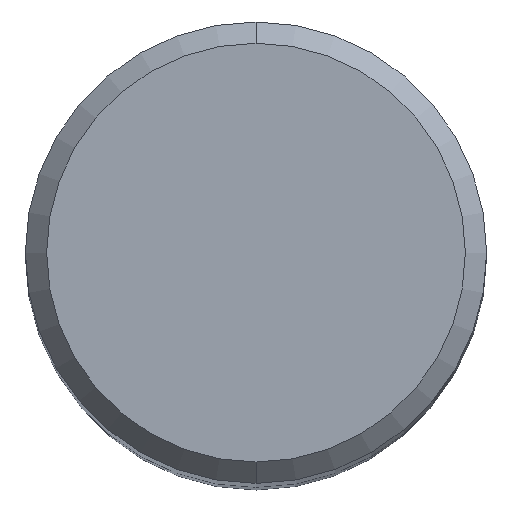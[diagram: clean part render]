
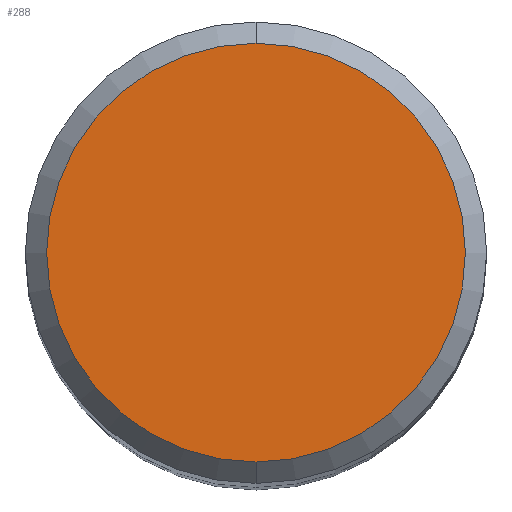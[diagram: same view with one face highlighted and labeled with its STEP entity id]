
A CAD part, top view. The second image highlights one B-rep face of the part: STEP entity #288.
In plain terms, the highlighted planar face has unit normal (0, 0, 1).
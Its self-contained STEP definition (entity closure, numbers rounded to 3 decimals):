
#260=VERTEX_POINT('',#574);
#288=ADVANCED_FACE('',(#602),#603,.T.);
#294=VERTEX_POINT('',#609);
#402=EDGE_CURVE('',#294,#260,#731,.T.);
#434=EDGE_CURVE('',#260,#294,#763,.T.);
#574=CARTESIAN_POINT('',(0.0,5.9,0.0));
#602=FACE_OUTER_BOUND('',#1038,.T.);
#603=PLANE('',#1039);
#609=CARTESIAN_POINT('',(0.,-5.9,0.0));
#731=CIRCLE('',#1375,5.9);
#763=CIRCLE('',#1439,5.9);
#1038=EDGE_LOOP('',(#1627,#1628));
#1039=AXIS2_PLACEMENT_3D('',#1629,#1630,#1631);
#1375=AXIS2_PLACEMENT_3D('',#1790,#1791,#1792);
#1439=AXIS2_PLACEMENT_3D('',#1818,#1819,#1820);
#1627=ORIENTED_EDGE('',*,*,#434,.F.);
#1628=ORIENTED_EDGE('',*,*,#402,.F.);
#1629=CARTESIAN_POINT('',(0.0,2.95,0.0));
#1630=DIRECTION('',(-0.0,0.0,1.0));
#1631=DIRECTION('',(0.0,-1.0,0.0));
#1790=CARTESIAN_POINT('',(0.0,0.0,0.0));
#1791=DIRECTION('',(0.0,0.0,-1.0));
#1792=DIRECTION('',(0.0,1.0,0.0));
#1818=CARTESIAN_POINT('',(0.0,0.0,0.0));
#1819=DIRECTION('',(0.0,0.0,-1.0));
#1820=DIRECTION('',(0.0,1.0,0.0));
